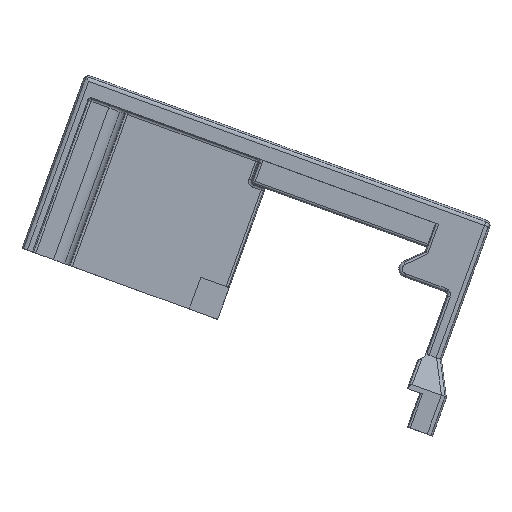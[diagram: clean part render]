
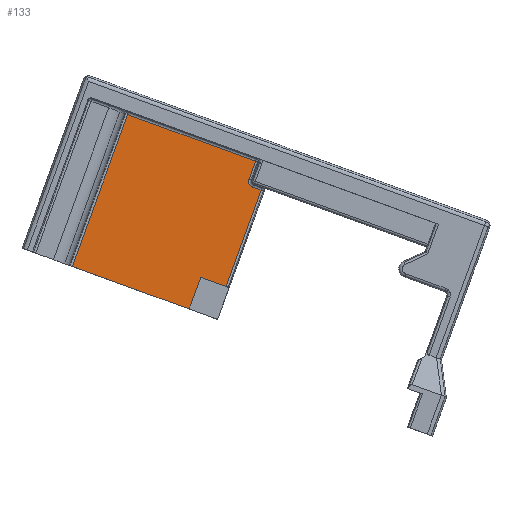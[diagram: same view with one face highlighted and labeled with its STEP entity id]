
A CAD part, left-side view. The second image highlights one B-rep face of the part: STEP entity #133.
In plain terms, the highlighted planar face has unit normal (-1, 0, 0).
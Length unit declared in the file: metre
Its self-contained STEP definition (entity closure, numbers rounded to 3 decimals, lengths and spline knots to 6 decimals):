
#133=ADVANCED_FACE('1:8253',(#395),#396,.T.);
#395=FACE_OUTER_BOUND('',#754,.T.);
#396=PLANE('',#755);
#754=EDGE_LOOP('',(#1768,#1769,#1770,#1771,#1772,#1773,#1774,#1775,#1776));
#755=AXIS2_PLACEMENT_3D('',#1777,#1778,#1779);
#1768=ORIENTED_EDGE('',*,*,#2881,.F.);
#1769=ORIENTED_EDGE('',*,*,#2813,.F.);
#1770=ORIENTED_EDGE('',*,*,#2883,.T.);
#1771=ORIENTED_EDGE('',*,*,#2884,.T.);
#1772=ORIENTED_EDGE('',*,*,#2737,.F.);
#1773=ORIENTED_EDGE('',*,*,#2885,.F.);
#1774=ORIENTED_EDGE('',*,*,#2886,.F.);
#1775=ORIENTED_EDGE('',*,*,#2887,.F.);
#1776=ORIENTED_EDGE('',*,*,#2888,.F.);
#1777=CARTESIAN_POINT('',(0.010804,-0.033998,0.021827));
#1778=DIRECTION('',(-1.0,0.,0.));
#1779=DIRECTION('',(0.,0.0,1.0));
#2737=EDGE_CURVE('1:8829',#3338,#3340,#3341,.T.);
#2813=EDGE_CURVE('1:8562',#3477,#3479,#3480,.F.);
#2881=EDGE_CURVE('1:8820',#3479,#3578,#3579,.T.);
#2883=EDGE_CURVE('1:8823',#3477,#3581,#3582,.T.);
#2884=EDGE_CURVE('1:8826',#3581,#3340,#3583,.T.);
#2885=EDGE_CURVE('1:8832',#3584,#3338,#3585,.T.);
#2886=EDGE_CURVE('1:8835',#3586,#3584,#3587,.T.);
#2887=EDGE_CURVE('1:8838',#3588,#3586,#3589,.T.);
#2888=EDGE_CURVE('1:8841',#3578,#3588,#3590,.T.);
#3338=VERTEX_POINT('',#4306);
#3340=VERTEX_POINT('',#4308);
#3341=LINE('',#4309,#4310);
#3477=VERTEX_POINT('',#4507);
#3479=VERTEX_POINT('',#4510);
#3480=LINE('',#4511,#4512);
#3578=VERTEX_POINT('',#4659);
#3579=LINE('',#4660,#4661);
#3581=VERTEX_POINT('',#4663);
#3582=LINE('',#4664,#4665);
#3583=LINE('',#4666,#4667);
#3584=VERTEX_POINT('',#4668);
#3585=LINE('',#4669,#4670);
#3586=VERTEX_POINT('',#4671);
#3587=CIRCLE('',#4672,0.0011);
#3588=VERTEX_POINT('',#4673);
#3589=LINE('',#4674,#4675);
#3590=LINE('',#4676,#4677);
#4306=CARTESIAN_POINT('',(0.010804,-0.034525,0.015527));
#4308=CARTESIAN_POINT('',(0.010804,-0.028245,-0.001726));
#4309=CARTESIAN_POINT('',(0.010804,-0.035524,0.018271));
#4310=VECTOR('',#5383,1.);
#4507=CARTESIAN_POINT('',(0.010804,-0.021656,-0.005797));
#4510=CARTESIAN_POINT('',(0.010804,-0.000698,0.001831));
#4511=CARTESIAN_POINT('',(0.010804,-0.027317,-0.007858));
#4512=VECTOR('',#5527,1.);
#4659=CARTESIAN_POINT('',(0.010804,-0.01061,0.029063));
#4660=CARTESIAN_POINT('',(0.010804,-0.01102,0.030191));
#4661=VECTOR('',#5649,1.);
#4663=CARTESIAN_POINT('',(0.010804,-0.023735,-0.000084));
#4664=CARTESIAN_POINT('',(0.010804,-0.027336,0.009811));
#4665=VECTOR('',#5653,1.);
#4666=CARTESIAN_POINT('',(0.010804,-0.025873,-0.000862));
#4667=VECTOR('',#5654,1.0);
#4668=CARTESIAN_POINT('',(0.010804,-0.033021,0.016075));
#4669=CARTESIAN_POINT('',(0.010804,-0.047187,0.010919));
#4670=VECTOR('',#5655,1.);
#4671=CARTESIAN_POINT('',(0.010804,-0.032364,0.017484));
#4672=AXIS2_PLACEMENT_3D('',#5656,#5657,#5658);
#4673=CARTESIAN_POINT('',(0.010804,-0.033541,0.020717));
#4674=CARTESIAN_POINT('',(0.010804,-0.033848,0.021563));
#4675=VECTOR('',#5659,1.);
#4676=CARTESIAN_POINT('',(0.010804,-0.036006,0.019819));
#4677=VECTOR('',#5660,1.);
#5383=DIRECTION('',(0.,0.342,-0.94));
#5527=DIRECTION('',(0.,-0.94,-0.342));
#5649=DIRECTION('',(0.,-0.342,0.94));
#5653=DIRECTION('',(0.,-0.342,0.94));
#5654=DIRECTION('',(0.,-0.94,-0.342));
#5655=DIRECTION('',(0.,-0.94,-0.342));
#5656=CARTESIAN_POINT('',(0.010804,-0.033398,0.017108));
#5657=DIRECTION('',(-1.0,0.,0.));
#5658=DIRECTION('',(0.,0.906,-0.423));
#5659=DIRECTION('',(0.,0.342,-0.94));
#5660=DIRECTION('',(0.,-0.94,-0.342));
